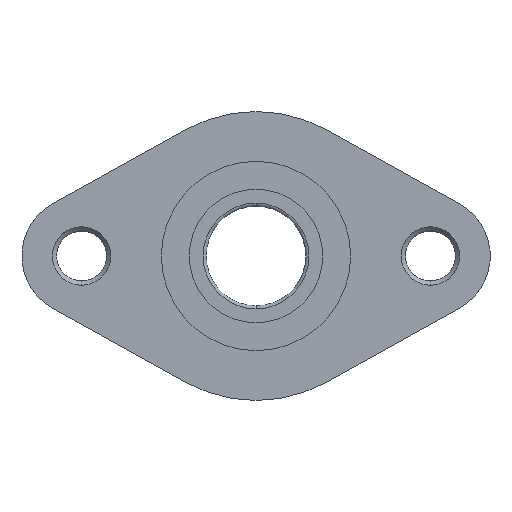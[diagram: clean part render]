
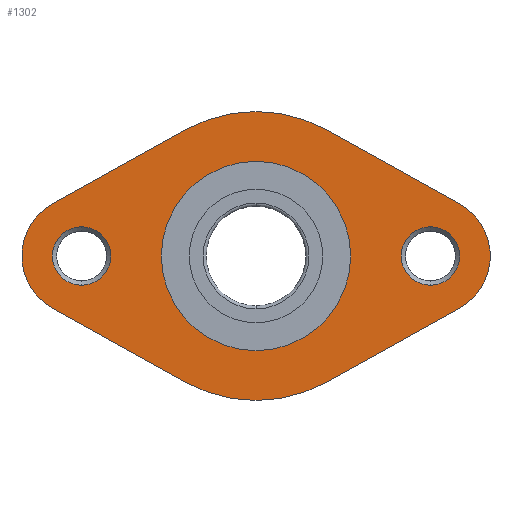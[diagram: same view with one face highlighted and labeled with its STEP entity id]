
A CAD part, left-side view. The second image highlights one B-rep face of the part: STEP entity #1302.
In plain terms, the highlighted planar face has unit normal (-1, 0, 0).
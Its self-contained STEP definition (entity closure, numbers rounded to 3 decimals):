
#42 = CARTESIAN_POINT ( 'NONE',  ( -11., 0., 0. ) ) ;
#59 = EDGE_LOOP ( 'NONE', ( #1809, #553 ) ) ;
#100 = LINE ( 'NONE', #904, #1155 ) ;
#108 = VERTEX_POINT ( 'NONE', #1126 ) ;
#115 = CARTESIAN_POINT ( 'NONE',  ( -11., -20.414, -5.245 ) ) ;
#143 = CARTESIAN_POINT ( 'NONE',  ( -11., -20.414, -5.245 ) ) ;
#162 = DIRECTION ( 'NONE',  ( 1., 0., 0. ) ) ;
#170 = DIRECTION ( 'NONE',  ( 0., 0., 1. ) ) ;
#224 = ORIENTED_EDGE ( 'NONE', *, *, #2527, .F. ) ;
#244 = CARTESIAN_POINT ( 'NONE',  ( -11., 17.5, 0. ) ) ;
#345 = CARTESIAN_POINT ( 'NONE',  ( -11., 17.5, 0. ) ) ;
#360 = LINE ( 'NONE', #115, #1558 ) ;
#373 = DIRECTION ( 'NONE',  ( 1., 0., 0. ) ) ;
#412 = DIRECTION ( 'NONE',  ( 0., 0., 1. ) ) ;
#416 = ORIENTED_EDGE ( 'NONE', *, *, #1325, .F. ) ;
#445 = EDGE_LOOP ( 'NONE', ( #1543, #1324 ) ) ;
#482 = AXIS2_PLACEMENT_3D ( 'NONE', #345, #1654, #1207 ) ;
#487 = VERTEX_POINT ( 'NONE', #600 ) ;
#521 = DIRECTION ( 'NONE',  ( 1., 0., 0. ) ) ;
#524 = CARTESIAN_POINT ( 'NONE',  ( -11., -7.043, 12.675 ) ) ;
#534 = FACE_OUTER_BOUND ( 'NONE', #2287, .T. ) ;
#537 = ORIENTED_EDGE ( 'NONE', *, *, #558, .F. ) ;
#553 = ORIENTED_EDGE ( 'NONE', *, *, #561, .T. ) ;
#558 = EDGE_CURVE ( 'NONE', #626, #2303, #2231, .T. ) ;
#561 = EDGE_CURVE ( 'NONE', #2637, #1091, #753, .T. ) ;
#585 = DIRECTION ( 'NONE',  ( 0., 0.874, -0.486 ) ) ;
#599 = CARTESIAN_POINT ( 'NONE',  ( -11., 0., 0. ) ) ;
#600 = CARTESIAN_POINT ( 'NONE',  ( -11., 0., -9.5 ) ) ;
#603 = AXIS2_PLACEMENT_3D ( 'NONE', #2578, #841, #1564 ) ;
#612 = CARTESIAN_POINT ( 'NONE',  ( -11., 20.414, 5.245 ) ) ;
#626 = VERTEX_POINT ( 'NONE', #1061 ) ;
#629 = DIRECTION ( 'NONE',  ( 0., -0.874, 0.486 ) ) ;
#632 = CARTESIAN_POINT ( 'NONE',  ( -11., -17.5, 0. ) ) ;
#654 = CIRCLE ( 'NONE', #1049, 9.5 ) ;
#688 = ORIENTED_EDGE ( 'NONE', *, *, #1395, .F. ) ;
#744 = LINE ( 'NONE', #524, #1465 ) ;
#753 = CIRCLE ( 'NONE', #603, 2.93 ) ;
#770 = EDGE_CURVE ( 'NONE', #1406, #2037, #744, .T. ) ;
#789 = AXIS2_PLACEMENT_3D ( 'NONE', #42, #2334, #412 ) ;
#809 = DIRECTION ( 'NONE',  ( -1., 0., 0. ) ) ;
#841 = DIRECTION ( 'NONE',  ( 1., 0., 0. ) ) ;
#845 = DIRECTION ( 'NONE',  ( 1., 0., 0. ) ) ;
#904 = CARTESIAN_POINT ( 'NONE',  ( -11., 7.043, -12.675 ) ) ;
#939 = ORIENTED_EDGE ( 'NONE', *, *, #2746, .T. ) ;
#942 = DIRECTION ( 'NONE',  ( 0., 0., 1. ) ) ;
#943 = VERTEX_POINT ( 'NONE', #143 ) ;
#949 = DIRECTION ( 'NONE',  ( 0., 0.874, 0.486 ) ) ;
#963 = DIRECTION ( 'NONE',  ( 1., 0., 0. ) ) ;
#980 = AXIS2_PLACEMENT_3D ( 'NONE', #1170, #963, #942 ) ;
#988 = VERTEX_POINT ( 'NONE', #1285 ) ;
#1002 = EDGE_CURVE ( 'NONE', #487, #988, #2536, .T. ) ;
#1011 = CIRCLE ( 'NONE', #2498, 14.5 ) ;
#1028 = DIRECTION ( 'NONE',  ( 1., 0., 0. ) ) ;
#1049 = AXIS2_PLACEMENT_3D ( 'NONE', #2035, #521, #2418 ) ;
#1060 = VERTEX_POINT ( 'NONE', #2561 ) ;
#1061 = CARTESIAN_POINT ( 'NONE',  ( -11., 20.414, -5.245 ) ) ;
#1074 = DIRECTION ( 'NONE',  ( 0., 0.486, -0.874 ) ) ;
#1091 = VERTEX_POINT ( 'NONE', #1528 ) ;
#1126 = CARTESIAN_POINT ( 'NONE',  ( -11., 17.5, 2.93 ) ) ;
#1155 = VECTOR ( 'NONE', #949, 1000. ) ;
#1170 = CARTESIAN_POINT ( 'NONE',  ( -11., 17.5, 0. ) ) ;
#1205 = VECTOR ( 'NONE', #629, 1000. ) ;
#1207 = DIRECTION ( 'NONE',  ( 0., 0., 1. ) ) ;
#1216 = EDGE_CURVE ( 'NONE', #988, #487, #654, .T. ) ;
#1285 = CARTESIAN_POINT ( 'NONE',  ( -11., 0., 9.5 ) ) ;
#1302 = ADVANCED_FACE ( 'NONE', ( #1802, #1596, #534, #2321 ), #1413, .T. ) ;
#1324 = ORIENTED_EDGE ( 'NONE', *, *, #1002, .T. ) ;
#1325 = EDGE_CURVE ( 'NONE', #943, #2541, #360, .T. ) ;
#1395 = EDGE_CURVE ( 'NONE', #2541, #1060, #1011, .T. ) ;
#1406 = VERTEX_POINT ( 'NONE', #2286 ) ;
#1413 = PLANE ( 'NONE',  #2006 ) ;
#1423 = EDGE_CURVE ( 'NONE', #1091, #2637, #1908, .T. ) ;
#1445 = EDGE_CURVE ( 'NONE', #1782, #108, #2581, .T. ) ;
#1462 = DIRECTION ( 'NONE',  ( 0., 0.486, 0.874 ) ) ;
#1465 = VECTOR ( 'NONE', #2450, 1000. ) ;
#1515 = CARTESIAN_POINT ( 'NONE',  ( -11., -17.5, -2.93 ) ) ;
#1528 = CARTESIAN_POINT ( 'NONE',  ( -11., -17.5, 2.93 ) ) ;
#1543 = ORIENTED_EDGE ( 'NONE', *, *, #1216, .T. ) ;
#1558 = VECTOR ( 'NONE', #585, 1000. ) ;
#1564 = DIRECTION ( 'NONE',  ( 0., 0., 1. ) ) ;
#1596 = FACE_BOUND ( 'NONE', #1674, .T. ) ;
#1623 = EDGE_CURVE ( 'NONE', #2037, #943, #1874, .T. ) ;
#1627 = DIRECTION ( 'NONE',  ( 0., -0.486, -0.874 ) ) ;
#1654 = DIRECTION ( 'NONE',  ( 1., 0., 0. ) ) ;
#1674 = EDGE_LOOP ( 'NONE', ( #939, #2112 ) ) ;
#1679 = EDGE_CURVE ( 'NONE', #1060, #626, #100, .T. ) ;
#1685 = AXIS2_PLACEMENT_3D ( 'NONE', #2103, #1028, #170 ) ;
#1782 = VERTEX_POINT ( 'NONE', #2409 ) ;
#1787 = ORIENTED_EDGE ( 'NONE', *, *, #770, .F. ) ;
#1802 = FACE_BOUND ( 'NONE', #59, .T. ) ;
#1809 = ORIENTED_EDGE ( 'NONE', *, *, #1423, .T. ) ;
#1874 = CIRCLE ( 'NONE', #2540, 6. ) ;
#1880 = CARTESIAN_POINT ( 'NONE',  ( -11., -23.636, 14.5 ) ) ;
#1908 = CIRCLE ( 'NONE', #1685, 2.93 ) ;
#1916 = DIRECTION ( 'NONE',  ( 0., -0.486, 0.874 ) ) ;
#1966 = AXIS2_PLACEMENT_3D ( 'NONE', #244, #1974, #1074 ) ;
#1974 = DIRECTION ( 'NONE',  ( 1., 0., 0. ) ) ;
#2005 = ORIENTED_EDGE ( 'NONE', *, *, #2373, .F. ) ;
#2006 = AXIS2_PLACEMENT_3D ( 'NONE', #1880, #809, #2704 ) ;
#2035 = CARTESIAN_POINT ( 'NONE',  ( -11., 0., 0. ) ) ;
#2037 = VERTEX_POINT ( 'NONE', #2127 ) ;
#2103 = CARTESIAN_POINT ( 'NONE',  ( -11., -17.5, 0. ) ) ;
#2110 = CARTESIAN_POINT ( 'NONE',  ( -11., 7.043, 12.675 ) ) ;
#2112 = ORIENTED_EDGE ( 'NONE', *, *, #1445, .T. ) ;
#2127 = CARTESIAN_POINT ( 'NONE',  ( -11., -20.414, 5.245 ) ) ;
#2231 = CIRCLE ( 'NONE', #1966, 6. ) ;
#2233 = ORIENTED_EDGE ( 'NONE', *, *, #1679, .F. ) ;
#2286 = CARTESIAN_POINT ( 'NONE',  ( -11., -7.043, 12.675 ) ) ;
#2287 = EDGE_LOOP ( 'NONE', ( #2005, #537, #2233, #688, #416, #2710, #1787, #224 ) ) ;
#2303 = VERTEX_POINT ( 'NONE', #2655 ) ;
#2306 = CARTESIAN_POINT ( 'NONE',  ( -11., 0., 0. ) ) ;
#2321 = FACE_BOUND ( 'NONE', #445, .T. ) ;
#2334 = DIRECTION ( 'NONE',  ( 1., 0., 0. ) ) ;
#2373 = EDGE_CURVE ( 'NONE', #2303, #2421, #2535, .T. ) ;
#2409 = CARTESIAN_POINT ( 'NONE',  ( -11., 17.5, -2.93 ) ) ;
#2418 = DIRECTION ( 'NONE',  ( 0., 0., 1. ) ) ;
#2421 = VERTEX_POINT ( 'NONE', #2110 ) ;
#2450 = DIRECTION ( 'NONE',  ( 0., -0.874, -0.486 ) ) ;
#2498 = AXIS2_PLACEMENT_3D ( 'NONE', #2306, #373, #1627 ) ;
#2527 = EDGE_CURVE ( 'NONE', #2421, #1406, #2686, .T. ) ;
#2535 = LINE ( 'NONE', #612, #1205 ) ;
#2536 = CIRCLE ( 'NONE', #789, 9.5 ) ;
#2540 = AXIS2_PLACEMENT_3D ( 'NONE', #632, #845, #1916 ) ;
#2541 = VERTEX_POINT ( 'NONE', #2757 ) ;
#2561 = CARTESIAN_POINT ( 'NONE',  ( -11., 7.043, -12.675 ) ) ;
#2578 = CARTESIAN_POINT ( 'NONE',  ( -11., -17.5, 0. ) ) ;
#2581 = CIRCLE ( 'NONE', #482, 2.93 ) ;
#2637 = VERTEX_POINT ( 'NONE', #1515 ) ;
#2638 = CIRCLE ( 'NONE', #980, 2.93 ) ;
#2655 = CARTESIAN_POINT ( 'NONE',  ( -11., 20.414, 5.245 ) ) ;
#2686 = CIRCLE ( 'NONE', #2768, 14.5 ) ;
#2704 = DIRECTION ( 'NONE',  ( 0., 1., 0. ) ) ;
#2710 = ORIENTED_EDGE ( 'NONE', *, *, #1623, .F. ) ;
#2746 = EDGE_CURVE ( 'NONE', #108, #1782, #2638, .T. ) ;
#2757 = CARTESIAN_POINT ( 'NONE',  ( -11., -7.043, -12.675 ) ) ;
#2768 = AXIS2_PLACEMENT_3D ( 'NONE', #599, #162, #1462 ) ;
